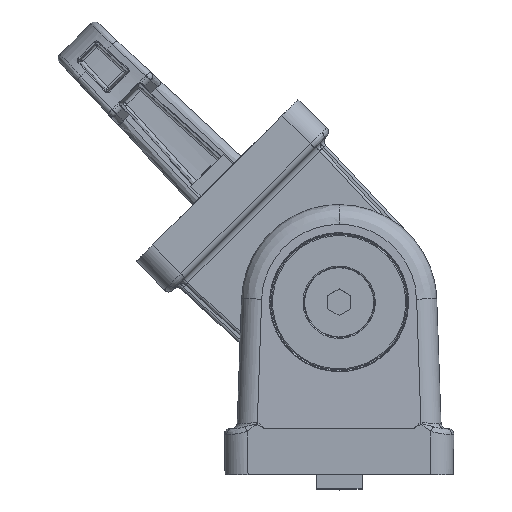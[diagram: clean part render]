
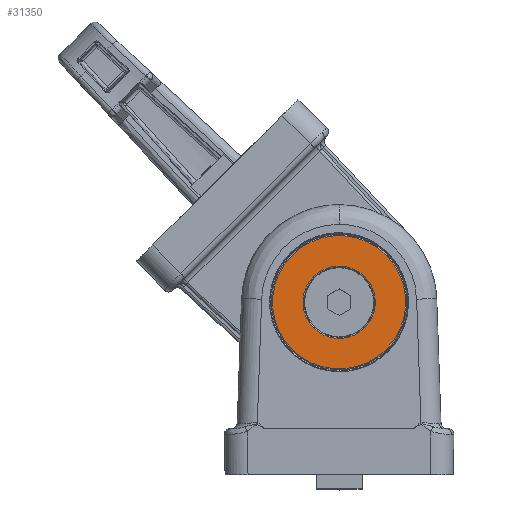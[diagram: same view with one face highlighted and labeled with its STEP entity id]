
A CAD part, top view. The second image highlights one B-rep face of the part: STEP entity #31350.
In plain terms, the highlighted planar face has unit normal (0, 0, 1).
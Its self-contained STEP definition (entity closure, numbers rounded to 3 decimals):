
#513 = ORIENTED_EDGE ( 'NONE', *, *, #35560, .T. ) ;
#1864 = VERTEX_POINT ( 'NONE', #55997 ) ;
#2074 = FACE_BOUND ( 'NONE', #7364, .T. ) ;
#2247 = DIRECTION ( 'NONE',  ( 0., 0., 1. ) ) ;
#6625 = FACE_OUTER_BOUND ( 'NONE', #7291, .T. ) ;
#7291 = EDGE_LOOP ( 'NONE', ( #35083, #513 ) ) ;
#7364 = EDGE_LOOP ( 'NONE', ( #18480, #7859 ) ) ;
#7859 = ORIENTED_EDGE ( 'NONE', *, *, #40290, .T. ) ;
#11541 = VERTEX_POINT ( 'NONE', #33760 ) ;
#12125 = DIRECTION ( 'NONE',  ( 0., 0., 1. ) ) ;
#13083 = CARTESIAN_POINT ( 'NONE',  ( 4.455, 17.545, 19.571 ) ) ;
#15548 = CARTESIAN_POINT ( 'NONE',  ( 8.202, 13.798, 19.571 ) ) ;
#16843 = CARTESIAN_POINT ( 'NONE',  ( 0., 22., 19.571 ) ) ;
#17217 = DIRECTION ( 'NONE',  ( 0.707, -0.707, 0. ) ) ;
#17290 = DIRECTION ( 'NONE',  ( 0.707, -0.707, 0. ) ) ;
#18480 = ORIENTED_EDGE ( 'NONE', *, *, #46463, .T. ) ;
#19090 = AXIS2_PLACEMENT_3D ( 'NONE', #57236, #27696, #17290 ) ;
#19230 = AXIS2_PLACEMENT_3D ( 'NONE', #56622, #12125, #36177 ) ;
#21333 = AXIS2_PLACEMENT_3D ( 'NONE', #32187, #61726, #17217 ) ;
#21886 = PLANE ( 'NONE',  #19230 ) ;
#24260 = CIRCLE ( 'NONE', #19090, 11.6 ) ;
#27696 = DIRECTION ( 'NONE',  ( 0., 0., 1. ) ) ;
#30114 = EDGE_CURVE ( 'NONE', #48520, #11541, #24260, .T. ) ;
#30429 = DIRECTION ( 'NONE',  ( 0.707, -0.707, 0. ) ) ;
#31350 = ADVANCED_FACE ( 'NONE', ( #2074, #6625 ), #21886, .T. ) ;
#31490 = VERTEX_POINT ( 'NONE', #13083 ) ;
#31835 = CIRCLE ( 'NONE', #48426, 11.6 ) ;
#32187 = CARTESIAN_POINT ( 'NONE',  ( 0., 22., 19.571 ) ) ;
#33760 = CARTESIAN_POINT ( 'NONE',  ( -8.202, 30.202, 19.571 ) ) ;
#35083 = ORIENTED_EDGE ( 'NONE', *, *, #30114, .T. ) ;
#35560 = EDGE_CURVE ( 'NONE', #11541, #48520, #31835, .T. ) ;
#36177 = DIRECTION ( 'NONE',  ( 0.707, -0.707, 0. ) ) ;
#36671 = DIRECTION ( 'NONE',  ( 0.707, -0.707, 0. ) ) ;
#39828 = DIRECTION ( 'NONE',  ( 0., 0., -1. ) ) ;
#40290 = EDGE_CURVE ( 'NONE', #1864, #31490, #56552, .T. ) ;
#45684 = CARTESIAN_POINT ( 'NONE',  ( 0., 22., 19.571 ) ) ;
#46463 = EDGE_CURVE ( 'NONE', #31490, #1864, #51672, .T. ) ;
#48426 = AXIS2_PLACEMENT_3D ( 'NONE', #16843, #2247, #36671 ) ;
#48520 = VERTEX_POINT ( 'NONE', #15548 ) ;
#51672 = CIRCLE ( 'NONE', #63055, 6.3 ) ;
#55997 = CARTESIAN_POINT ( 'NONE',  ( -4.455, 26.455, 19.571 ) ) ;
#56552 = CIRCLE ( 'NONE', #21333, 6.3 ) ;
#56622 = CARTESIAN_POINT ( 'NONE',  ( 0., 22., 19.571 ) ) ;
#57236 = CARTESIAN_POINT ( 'NONE',  ( 0., 22., 19.571 ) ) ;
#61726 = DIRECTION ( 'NONE',  ( 0., 0., -1. ) ) ;
#63055 = AXIS2_PLACEMENT_3D ( 'NONE', #45684, #39828, #30429 ) ;
